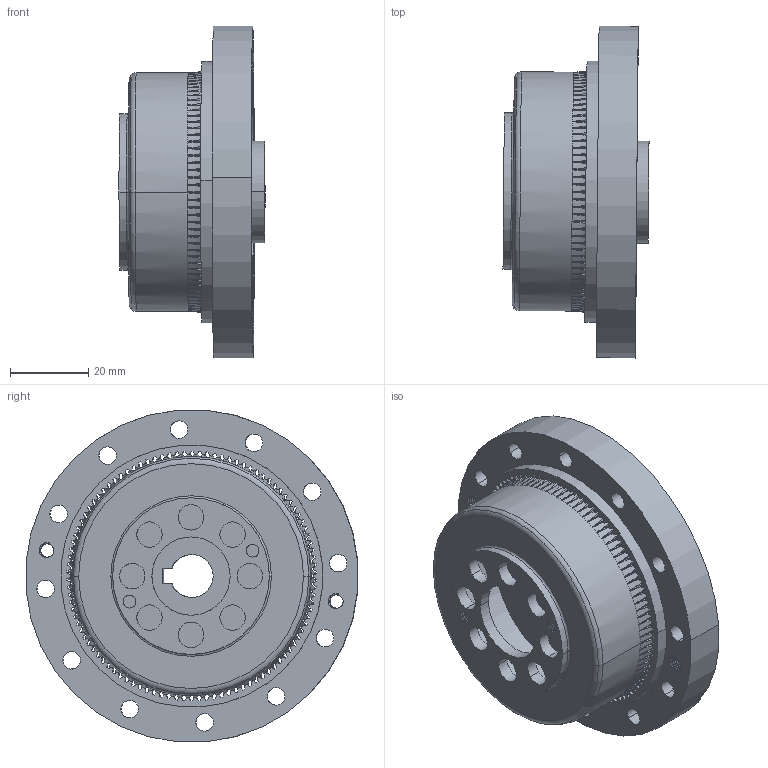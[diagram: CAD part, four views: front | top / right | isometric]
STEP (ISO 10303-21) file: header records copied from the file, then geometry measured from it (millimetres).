
FILE_DESCRIPTION (( 'STEP AP214' ), '1' );
FILE_NAME ('CSF-25-001.STEP', '2018-03-19T17:51:09', ( '' ), ( '' ), 'SwSTEP 2.0', 'SolidWorks 2017', '' );
FILE_SCHEMA (( 'AUTOMOTIVE_DESIGN' ));
Length unit declared in the file: millimetre
Products named in the file (5): CSF-25-002; CSF-25-001; CSF-25-005; CSF-25-003; CSF-25-004
Assembly tree (4 placements, depth 2):
  CSF-25-001
    CSF-25-002
    CSF-25-003
    CSF-25-004
    CSF-25-005
Bounding box: 37.29 x 84.76 x 84.68 mm (x, y, z)
Volume: 67005.3 mm3; surface area: 45619.4 mm2
Topology: 4 solids, 4 shells, 1275 faces, 3360 edges, 2102 vertices
Faces by surface type: plane 730, cylinder 329, torus 104, cone 100, bspline 12
Entity records: 49346 total; most frequent: CARTESIAN_POINT 18108, ORIENTED_EDGE 6720, DIRECTION 6228, EDGE_CURVE 3360, AXIS2_PLACEMENT_3D 2138, VERTEX_POINT 2102, VECTOR 1952, LINE 1952
